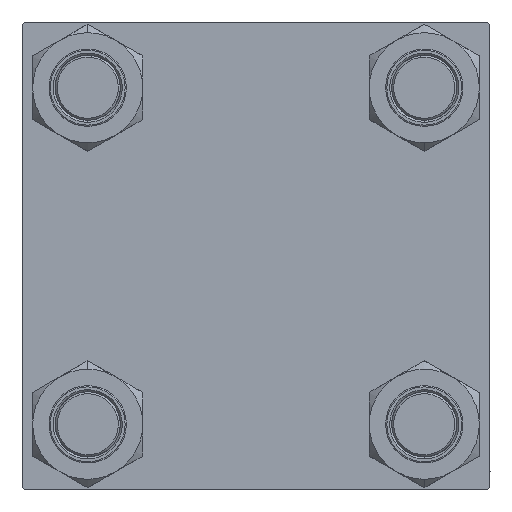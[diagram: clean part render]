
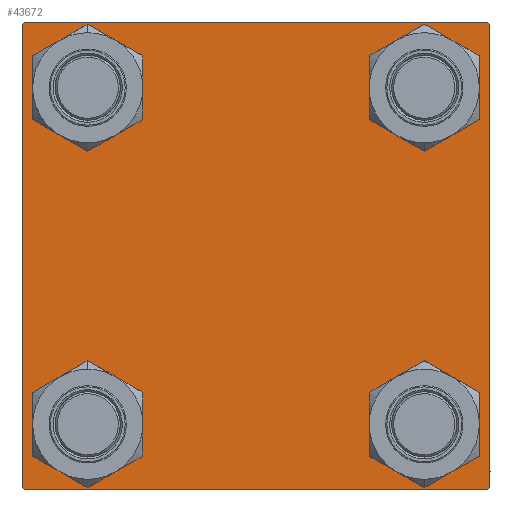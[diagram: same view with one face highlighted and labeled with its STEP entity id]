
A CAD part, left-side view. The second image highlights one B-rep face of the part: STEP entity #43672.
In plain terms, the highlighted planar face has unit normal (-1, 0, 0).
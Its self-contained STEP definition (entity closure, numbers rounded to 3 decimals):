
#1020 = ORIENTED_EDGE ( 'NONE', *, *, #44324, .T. ) ;
#1199 = CARTESIAN_POINT ( 'NONE',  ( 0., 41.35, -41.35 ) ) ;
#1228 = ORIENTED_EDGE ( 'NONE', *, *, #21805, .T. ) ;
#1480 = VERTEX_POINT ( 'NONE', #51058 ) ;
#1882 = AXIS2_PLACEMENT_3D ( 'NONE', #28428, #24525, #7948 ) ;
#1985 = DIRECTION ( 'NONE',  ( 1., 0., 0. ) ) ;
#2336 = EDGE_CURVE ( 'NONE', #5852, #22456, #41988, .T. ) ;
#2745 = CARTESIAN_POINT ( 'NONE',  ( 0., 57.5, 57.5 ) ) ;
#2950 = CIRCLE ( 'NONE', #44393, 8.5 ) ;
#2994 = CIRCLE ( 'NONE', #36966, 8.5 ) ;
#3057 = AXIS2_PLACEMENT_3D ( 'NONE', #6075, #25024, #18015 ) ;
#3578 = VERTEX_POINT ( 'NONE', #24111 ) ;
#4224 = CIRCLE ( 'NONE', #27410, 8.5 ) ;
#4338 = CARTESIAN_POINT ( 'NONE',  ( 0., 41.35, -49.85 ) ) ;
#4391 = VERTEX_POINT ( 'NONE', #44376 ) ;
#4803 = DIRECTION ( 'NONE',  ( 0., 0., 1. ) ) ;
#5131 = CARTESIAN_POINT ( 'NONE',  ( 0., 41.35, -41.35 ) ) ;
#5852 = VERTEX_POINT ( 'NONE', #31978 ) ;
#6075 = CARTESIAN_POINT ( 'NONE',  ( 0., -41.35, -41.35 ) ) ;
#6504 = LINE ( 'NONE', #14548, #16113 ) ;
#7839 = VECTOR ( 'NONE', #26298, 1000. ) ;
#7948 = DIRECTION ( 'NONE',  ( 0., 0., 1. ) ) ;
#8345 = PLANE ( 'NONE',  #29453 ) ;
#8931 = CARTESIAN_POINT ( 'NONE',  ( 0., 41.35, -32.85 ) ) ;
#8996 = VECTOR ( 'NONE', #15250, 1000. ) ;
#9100 = FACE_BOUND ( 'NONE', #22412, .T. ) ;
#9244 = CARTESIAN_POINT ( 'NONE',  ( 0., 41.35, 41.35 ) ) ;
#9268 = DIRECTION ( 'NONE',  ( 0., 0., 1. ) ) ;
#9474 = DIRECTION ( 'NONE',  ( 0., 0., 1. ) ) ;
#10021 = AXIS2_PLACEMENT_3D ( 'NONE', #5131, #20964, #9268 ) ;
#10848 = CARTESIAN_POINT ( 'NONE',  ( 0., 57.5, -57. ) ) ;
#11779 = EDGE_CURVE ( 'NONE', #3578, #4391, #18740, .T. ) ;
#11820 = ORIENTED_EDGE ( 'NONE', *, *, #29959, .T. ) ;
#11873 = ORIENTED_EDGE ( 'NONE', *, *, #11883, .T. ) ;
#11883 = EDGE_CURVE ( 'NONE', #1480, #27817, #16098, .T. ) ;
#11940 = DIRECTION ( 'NONE',  ( 0., 0., 1. ) ) ;
#12074 = VERTEX_POINT ( 'NONE', #10848 ) ;
#12163 = ORIENTED_EDGE ( 'NONE', *, *, #39444, .T. ) ;
#12240 = FACE_OUTER_BOUND ( 'NONE', #46553, .T. ) ;
#12490 = CARTESIAN_POINT ( 'NONE',  ( 0., 0., 0. ) ) ;
#12570 = CARTESIAN_POINT ( 'NONE',  ( 0., -57.5, 57. ) ) ;
#12748 = FACE_BOUND ( 'NONE', #21238, .T. ) ;
#13328 = EDGE_CURVE ( 'NONE', #13589, #17096, #18783, .T. ) ;
#13589 = VERTEX_POINT ( 'NONE', #18393 ) ;
#13681 = CARTESIAN_POINT ( 'NONE',  ( 0., 41.35, 41.35 ) ) ;
#13857 = CARTESIAN_POINT ( 'NONE',  ( 0., 57.25, -57.25 ) ) ;
#14413 = DIRECTION ( 'NONE',  ( 0., -0.707, 0.707 ) ) ;
#14519 = CARTESIAN_POINT ( 'NONE',  ( 0., -57.5, 57.5 ) ) ;
#14548 = CARTESIAN_POINT ( 'NONE',  ( 0., -57.25, 57.25 ) ) ;
#15250 = DIRECTION ( 'NONE',  ( 0., -1., 0. ) ) ;
#15957 = EDGE_LOOP ( 'NONE', ( #49101, #34584 ) ) ;
#16098 = LINE ( 'NONE', #16605, #45227 ) ;
#16113 = VECTOR ( 'NONE', #38140, 1000. ) ;
#16465 = EDGE_LOOP ( 'NONE', ( #33138, #40243 ) ) ;
#16486 = EDGE_CURVE ( 'NONE', #31425, #37034, #50034, .T. ) ;
#16595 = ORIENTED_EDGE ( 'NONE', *, *, #28024, .T. ) ;
#16605 = CARTESIAN_POINT ( 'NONE',  ( 0., 57.5, -57.5 ) ) ;
#17096 = VERTEX_POINT ( 'NONE', #26326 ) ;
#18015 = DIRECTION ( 'NONE',  ( 0., 0., 1. ) ) ;
#18049 = LINE ( 'NONE', #2745, #25586 ) ;
#18393 = CARTESIAN_POINT ( 'NONE',  ( 0., -41.35, -49.85 ) ) ;
#18740 = CIRCLE ( 'NONE', #36147, 8.5 ) ;
#18783 = CIRCLE ( 'NONE', #3057, 8.5 ) ;
#18920 = CARTESIAN_POINT ( 'NONE',  ( 0., -57., -57.5 ) ) ;
#19573 = CARTESIAN_POINT ( 'NONE',  ( 0., 57.5, 57. ) ) ;
#19645 = VECTOR ( 'NONE', #46139, 1000. ) ;
#20377 = CARTESIAN_POINT ( 'NONE',  ( 0., -41.35, -41.35 ) ) ;
#20964 = DIRECTION ( 'NONE',  ( 1., 0., 0. ) ) ;
#21238 = EDGE_LOOP ( 'NONE', ( #16595, #1020 ) ) ;
#21561 = EDGE_CURVE ( 'NONE', #5852, #29643, #38843, .T. ) ;
#21653 = CIRCLE ( 'NONE', #28294, 8.5 ) ;
#21805 = EDGE_CURVE ( 'NONE', #22456, #12074, #18049, .T. ) ;
#21954 = DIRECTION ( 'NONE',  ( 0., 0., 1. ) ) ;
#22152 = LINE ( 'NONE', #13857, #7839 ) ;
#22161 = VECTOR ( 'NONE', #14413, 1000. ) ;
#22412 = EDGE_LOOP ( 'NONE', ( #11820, #35000 ) ) ;
#22456 = VERTEX_POINT ( 'NONE', #19573 ) ;
#22649 = CARTESIAN_POINT ( 'NONE',  ( 0., 41.35, 32.85 ) ) ;
#24111 = CARTESIAN_POINT ( 'NONE',  ( 0., -41.35, 32.85 ) ) ;
#24125 = CARTESIAN_POINT ( 'NONE',  ( 0., -57., 57.5 ) ) ;
#24419 = DIRECTION ( 'NONE',  ( 0., 0., 1. ) ) ;
#24525 = DIRECTION ( 'NONE',  ( 1., 0., 0. ) ) ;
#25024 = DIRECTION ( 'NONE',  ( 1., 0., 0. ) ) ;
#25586 = VECTOR ( 'NONE', #41884, 1000. ) ;
#26298 = DIRECTION ( 'NONE',  ( 0., -0.707, -0.707 ) ) ;
#26326 = CARTESIAN_POINT ( 'NONE',  ( 0., -41.35, -32.85 ) ) ;
#26998 = DIRECTION ( 'NONE',  ( 1., 0., 0. ) ) ;
#27410 = AXIS2_PLACEMENT_3D ( 'NONE', #20377, #37193, #4803 ) ;
#27817 = VERTEX_POINT ( 'NONE', #18920 ) ;
#28024 = EDGE_CURVE ( 'NONE', #49629, #47073, #40664, .T. ) ;
#28294 = AXIS2_PLACEMENT_3D ( 'NONE', #9244, #1985, #21954 ) ;
#28359 = VERTEX_POINT ( 'NONE', #22649 ) ;
#28428 = CARTESIAN_POINT ( 'NONE',  ( 0., -41.35, 41.35 ) ) ;
#28571 = FACE_BOUND ( 'NONE', #15957, .T. ) ;
#29453 = AXIS2_PLACEMENT_3D ( 'NONE', #12490, #32456, #24419 ) ;
#29643 = VERTEX_POINT ( 'NONE', #24125 ) ;
#29707 = DIRECTION ( 'NONE',  ( 1., 0., 0. ) ) ;
#29756 = DIRECTION ( 'NONE',  ( 0., 0., 1. ) ) ;
#29824 = CARTESIAN_POINT ( 'NONE',  ( 0., 57.25, 57.25 ) ) ;
#29959 = EDGE_CURVE ( 'NONE', #17096, #13589, #4224, .T. ) ;
#30880 = CARTESIAN_POINT ( 'NONE',  ( 0., -41.35, 41.35 ) ) ;
#31425 = VERTEX_POINT ( 'NONE', #12570 ) ;
#31978 = CARTESIAN_POINT ( 'NONE',  ( 0., 57., 57.5 ) ) ;
#32147 = EDGE_CURVE ( 'NONE', #46508, #28359, #21653, .T. ) ;
#32456 = DIRECTION ( 'NONE',  ( -1., 0., 0. ) ) ;
#32971 = CARTESIAN_POINT ( 'NONE',  ( 0., 41.35, 49.85 ) ) ;
#33138 = ORIENTED_EDGE ( 'NONE', *, *, #33932, .T. ) ;
#33376 = DIRECTION ( 'NONE',  ( 1., 0., 0. ) ) ;
#33932 = EDGE_CURVE ( 'NONE', #4391, #3578, #48231, .T. ) ;
#34584 = ORIENTED_EDGE ( 'NONE', *, *, #43997, .T. ) ;
#34953 = CARTESIAN_POINT ( 'NONE',  ( 0., 57.5, 57.5 ) ) ;
#35000 = ORIENTED_EDGE ( 'NONE', *, *, #13328, .T. ) ;
#35161 = ORIENTED_EDGE ( 'NONE', *, *, #2336, .T. ) ;
#36049 = DIRECTION ( 'NONE',  ( 0., -1., 0. ) ) ;
#36147 = AXIS2_PLACEMENT_3D ( 'NONE', #30880, #26998, #11940 ) ;
#36966 = AXIS2_PLACEMENT_3D ( 'NONE', #1199, #29707, #9474 ) ;
#37034 = VERTEX_POINT ( 'NONE', #46868 ) ;
#37193 = DIRECTION ( 'NONE',  ( 1., 0., 0. ) ) ;
#38140 = DIRECTION ( 'NONE',  ( 0., 0.707, 0.707 ) ) ;
#38513 = ORIENTED_EDGE ( 'NONE', *, *, #21561, .F. ) ;
#38843 = LINE ( 'NONE', #34953, #8996 ) ;
#39444 = EDGE_CURVE ( 'NONE', #31425, #29643, #6504, .T. ) ;
#40159 = EDGE_CURVE ( 'NONE', #12074, #1480, #22152, .T. ) ;
#40243 = ORIENTED_EDGE ( 'NONE', *, *, #11779, .T. ) ;
#40664 = CIRCLE ( 'NONE', #10021, 8.5 ) ;
#41627 = CARTESIAN_POINT ( 'NONE',  ( 0., -57.25, -57.25 ) ) ;
#41884 = DIRECTION ( 'NONE',  ( 0., 0., -1. ) ) ;
#41988 = LINE ( 'NONE', #29824, #44852 ) ;
#43672 = ADVANCED_FACE ( 'NONE', ( #47765, #9100, #12748, #28571, #12240 ), #8345, .T. ) ;
#43997 = EDGE_CURVE ( 'NONE', #28359, #46508, #2950, .T. ) ;
#44324 = EDGE_CURVE ( 'NONE', #47073, #49629, #2994, .T. ) ;
#44376 = CARTESIAN_POINT ( 'NONE',  ( 0., -41.35, 49.85 ) ) ;
#44393 = AXIS2_PLACEMENT_3D ( 'NONE', #13681, #33376, #29756 ) ;
#44852 = VECTOR ( 'NONE', #46664, 1000. ) ;
#45227 = VECTOR ( 'NONE', #36049, 1000. ) ;
#46139 = DIRECTION ( 'NONE',  ( 0., 0., -1. ) ) ;
#46508 = VERTEX_POINT ( 'NONE', #32971 ) ;
#46553 = EDGE_LOOP ( 'NONE', ( #1228, #50016, #11873, #49716, #47655, #12163, #38513, #35161 ) ) ;
#46664 = DIRECTION ( 'NONE',  ( 0., 0.707, -0.707 ) ) ;
#46868 = CARTESIAN_POINT ( 'NONE',  ( 0., -57.5, -57. ) ) ;
#47073 = VERTEX_POINT ( 'NONE', #4338 ) ;
#47655 = ORIENTED_EDGE ( 'NONE', *, *, #16486, .F. ) ;
#47765 = FACE_BOUND ( 'NONE', #16465, .T. ) ;
#48191 = EDGE_CURVE ( 'NONE', #27817, #37034, #49929, .T. ) ;
#48231 = CIRCLE ( 'NONE', #1882, 8.5 ) ;
#49101 = ORIENTED_EDGE ( 'NONE', *, *, #32147, .T. ) ;
#49629 = VERTEX_POINT ( 'NONE', #8931 ) ;
#49716 = ORIENTED_EDGE ( 'NONE', *, *, #48191, .T. ) ;
#49929 = LINE ( 'NONE', #41627, #22161 ) ;
#50016 = ORIENTED_EDGE ( 'NONE', *, *, #40159, .T. ) ;
#50034 = LINE ( 'NONE', #14519, #19645 ) ;
#51058 = CARTESIAN_POINT ( 'NONE',  ( 0., 57., -57.5 ) ) ;
